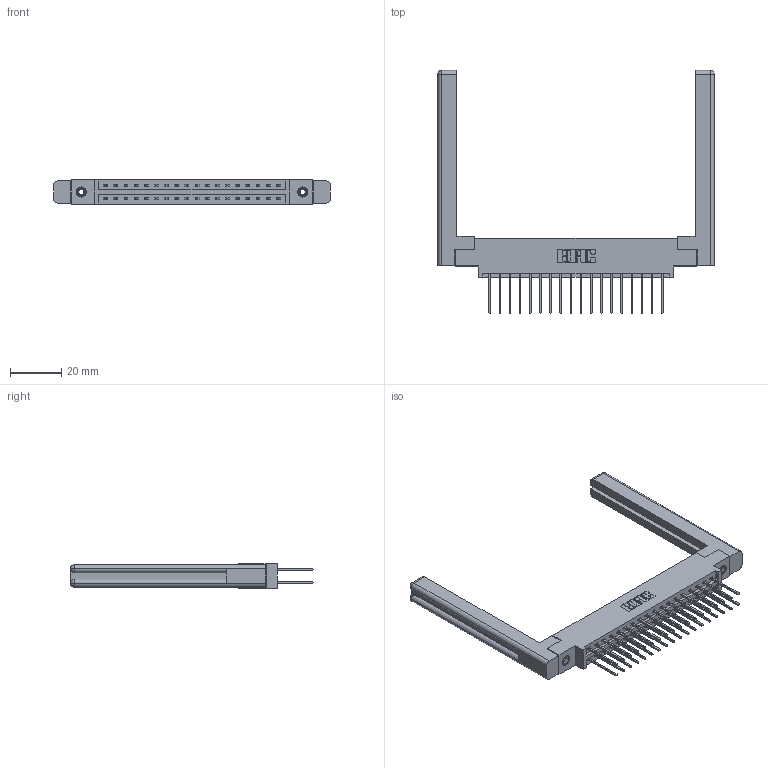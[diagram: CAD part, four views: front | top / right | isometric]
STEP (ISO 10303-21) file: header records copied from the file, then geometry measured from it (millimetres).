
FILE_DESCRIPTION (( 'STEP AP203' ), '1' );
FILE_NAME ('337-036-540-858.STEP', '2019-10-11T03:05:24', ( '' ), ( '' ), 'SwSTEP 2.0', 'SolidWorks 2016', '' );
FILE_SCHEMA (( 'CONFIG_CONTROL_DESIGN' ));
Length unit declared in the file: inch
Products named in the file (5): 345-250-001_345-250-001-102; 307-220-058; 337 Part_0.170 Offset - 0.156 Dia-TI; 345-292-001_345-293-140; 337-036-540-858
Assembly tree (41 placements, depth 2):
  337-036-540-858
    337 Part_0.170 Offset - 0.156 Dia-TI
    345-292-001_345-293-140  x36
    345-250-001_345-250-001-102  x2
    307-220-058  x2
Bounding box: 107.95 x 94.87 x 9.4 mm (x, y, z)
Volume: 18218.5 mm3; surface area: 18117.7 mm2
Topology: 41 solids, 41 shells, 2204 faces, 6473 edges, 4254 vertices
Faces by surface type: plane 1526, cylinder 654, cone 12, torus 12
Entity records: 19844 total; most frequent: CARTESIAN_POINT 3373, ORIENTED_EDGE 3248, DIRECTION 2928, EDGE_CURVE 1624, VECTOR 1448, LINE 1448, VERTEX_POINT 1074, AXIS2_PLACEMENT_3D 740
